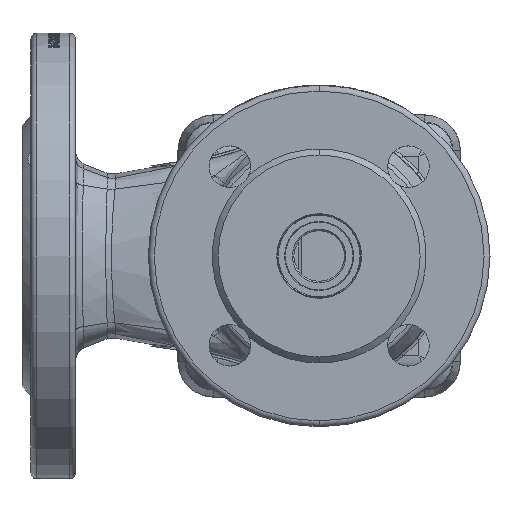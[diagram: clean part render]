
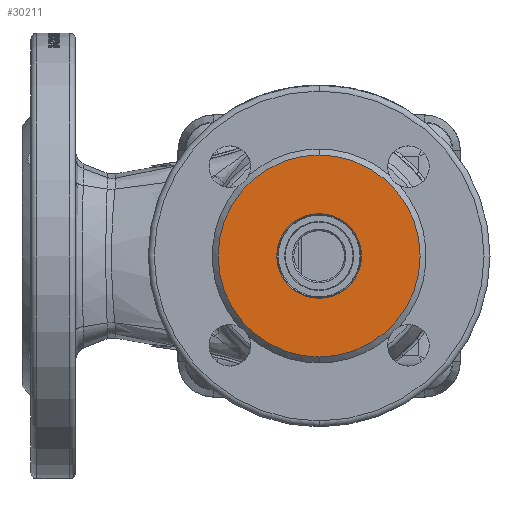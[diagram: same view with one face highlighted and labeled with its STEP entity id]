
A CAD part, front view. The second image highlights one B-rep face of the part: STEP entity #30211.
In plain terms, the highlighted planar face has unit normal (0, -1, 0).
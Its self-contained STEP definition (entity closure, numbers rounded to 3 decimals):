
#5585 = CARTESIAN_POINT ( 'NONE',  ( 0., -105., 34. ) ) ;
#13090 = PLANE ( 'NONE',  #77452 ) ;
#15206 = EDGE_CURVE ( 'NONE', #30938, #71611, #159201, .T. ) ;
#15540 = DIRECTION ( 'NONE',  ( 0., -1., 0. ) ) ;
#20424 = CARTESIAN_POINT ( 'NONE',  ( 0., -105., 0. ) ) ;
#22061 = DIRECTION ( 'NONE',  ( 0., 0., 1. ) ) ;
#23667 = AXIS2_PLACEMENT_3D ( 'NONE', #123509, #59443, #96910 ) ;
#25544 = FACE_OUTER_BOUND ( 'NONE', #99522, .T. ) ;
#30211 = ADVANCED_FACE ( 'NONE', ( #164501, #25544 ), #13090, .T. ) ;
#30497 = CARTESIAN_POINT ( 'NONE',  ( 0., -105., 0. ) ) ;
#30938 = VERTEX_POINT ( 'NONE', #5585 ) ;
#41134 = CIRCLE ( 'NONE', #157977, 14.25 ) ;
#45394 = DIRECTION ( 'NONE',  ( 0., 0., 1. ) ) ;
#53969 = AXIS2_PLACEMENT_3D ( 'NONE', #20424, #160222, #22061 ) ;
#58073 = VERTEX_POINT ( 'NONE', #162711 ) ;
#59443 = DIRECTION ( 'NONE',  ( 0., 1., 0. ) ) ;
#65481 = CARTESIAN_POINT ( 'NONE',  ( 0., -105., 0. ) ) ;
#65809 = EDGE_CURVE ( 'NONE', #75045, #58073, #141669, .T. ) ;
#71611 = VERTEX_POINT ( 'NONE', #74963 ) ;
#74963 = CARTESIAN_POINT ( 'NONE',  ( 0., -105., -34. ) ) ;
#75045 = VERTEX_POINT ( 'NONE', #91123 ) ;
#77452 = AXIS2_PLACEMENT_3D ( 'NONE', #30497, #15540, #142841 ) ;
#79053 = EDGE_CURVE ( 'NONE', #58073, #75045, #41134, .T. ) ;
#91123 = CARTESIAN_POINT ( 'NONE',  ( 0., -105., -14.25 ) ) ;
#94494 = EDGE_LOOP ( 'NONE', ( #161662, #127276 ) ) ;
#95232 = CARTESIAN_POINT ( 'NONE',  ( 0., -105., 0. ) ) ;
#96910 = DIRECTION ( 'NONE',  ( 0., 0., 1. ) ) ;
#99522 = EDGE_LOOP ( 'NONE', ( #134941, #146598 ) ) ;
#102551 = EDGE_CURVE ( 'NONE', #71611, #30938, #151811, .T. ) ;
#116271 = DIRECTION ( 'NONE',  ( 0., 1., 0. ) ) ;
#123509 = CARTESIAN_POINT ( 'NONE',  ( 0., -105., 0. ) ) ;
#127276 = ORIENTED_EDGE ( 'NONE', *, *, #65809, .T. ) ;
#134941 = ORIENTED_EDGE ( 'NONE', *, *, #15206, .F. ) ;
#141157 = AXIS2_PLACEMENT_3D ( 'NONE', #65481, #116271, #45394 ) ;
#141669 = CIRCLE ( 'NONE', #53969, 14.25 ) ;
#142841 = DIRECTION ( 'NONE',  ( 0., 0., -1. ) ) ;
#145969 = DIRECTION ( 'NONE',  ( 0., 0., 1. ) ) ;
#146598 = ORIENTED_EDGE ( 'NONE', *, *, #102551, .F. ) ;
#151811 = CIRCLE ( 'NONE', #141157, 34. ) ;
#157977 = AXIS2_PLACEMENT_3D ( 'NONE', #95232, #160899, #145969 ) ;
#159201 = CIRCLE ( 'NONE', #23667, 34. ) ;
#160222 = DIRECTION ( 'NONE',  ( 0., 1., 0. ) ) ;
#160899 = DIRECTION ( 'NONE',  ( 0., 1., 0. ) ) ;
#161662 = ORIENTED_EDGE ( 'NONE', *, *, #79053, .T. ) ;
#162711 = CARTESIAN_POINT ( 'NONE',  ( 0., -105., 14.25 ) ) ;
#164501 = FACE_BOUND ( 'NONE', #94494, .T. ) ;
